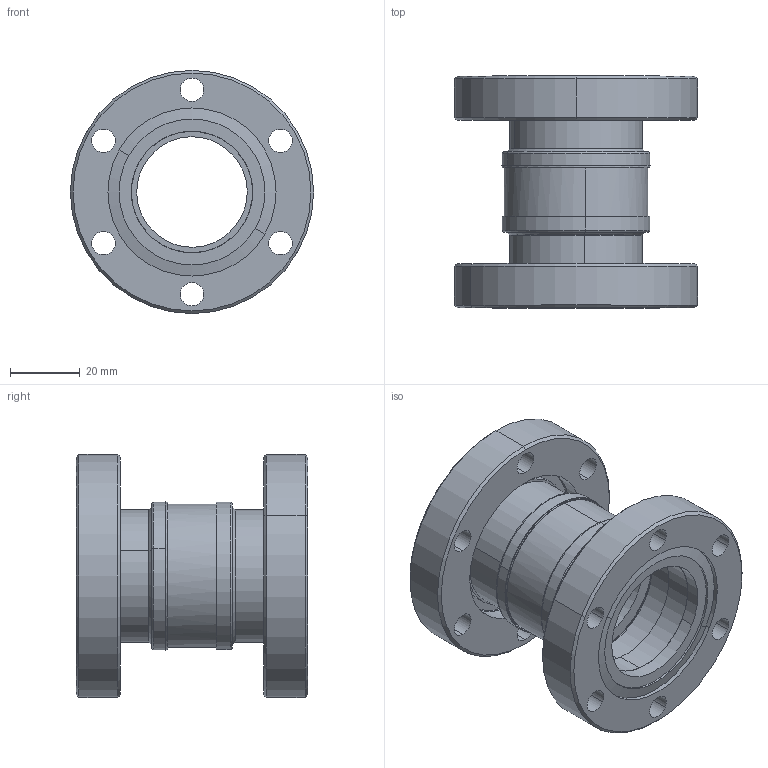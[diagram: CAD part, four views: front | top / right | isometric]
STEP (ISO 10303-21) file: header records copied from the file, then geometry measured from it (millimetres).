
FILE_DESCRIPTION (( 'STEP AP203' ), '1' );
FILE_NAME ('A0595-1-CF.STEP', '2011-10-31T18:29:17', ( '' ), ( '' ), 'SwSTEP 2.0', 'SolidWorks 2011', '' );
FILE_SCHEMA (( 'CONFIG_CONTROL_DESIGN' ));
Length unit declared in the file: inch
Products named in the file (1): A0595-1-CF
Bounding box: 69.85 x 66.57 x 69.85 mm (x, y, z)
Volume: 76871.5 mm3; surface area: 38230.1 mm2
Topology: 1 solids, 1 shells, 154 faces, 338 edges, 200 vertices
Faces by surface type: cylinder 74, cone 38, torus 26, plane 16
Entity records: 4391 total; most frequent: DIRECTION 874, CARTESIAN_POINT 693, ORIENTED_EDGE 676, AXIS2_PLACEMENT_3D 381, EDGE_CURVE 338, CIRCLE 226, VERTEX_POINT 200, EDGE_LOOP 194
